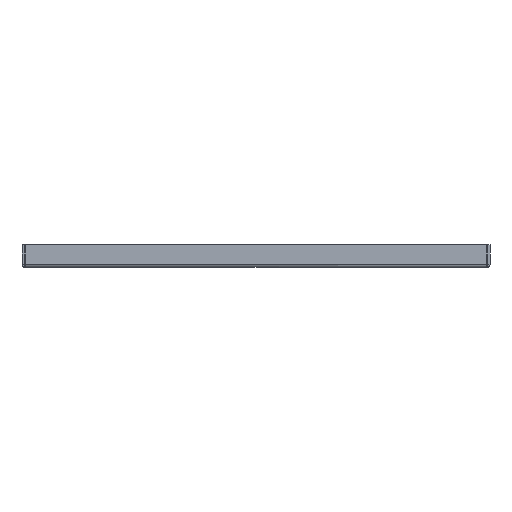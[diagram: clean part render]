
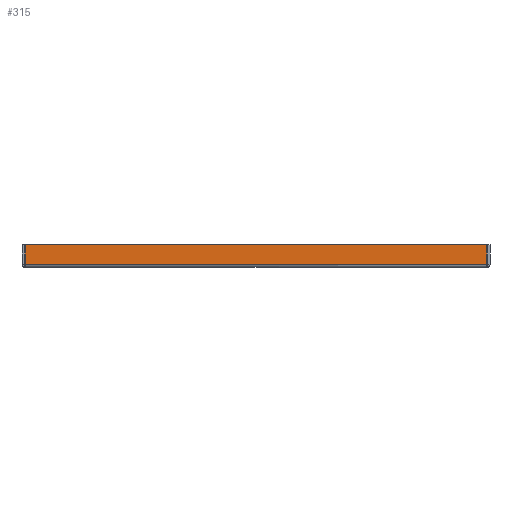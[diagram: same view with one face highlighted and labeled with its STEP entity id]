
A CAD part, front view. The second image highlights one B-rep face of the part: STEP entity #315.
In plain terms, the highlighted planar face has unit normal (0, -1, 0).
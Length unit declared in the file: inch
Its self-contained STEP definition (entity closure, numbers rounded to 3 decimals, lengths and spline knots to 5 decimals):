
#87 = LINE ( 'NONE', #1627, #1545 ) ;
#102 = EDGE_LOOP ( 'NONE', ( #2070, #745, #1160, #1611 ) ) ;
#155 = CARTESIAN_POINT ( 'NONE',  ( 17.0625, 0., 0.828 ) ) ;
#156 = LINE ( 'NONE', #164, #1103 ) ;
#164 = CARTESIAN_POINT ( 'NONE',  ( 0., 0., 0.1075 ) ) ;
#170 = DIRECTION ( 'NONE',  ( 1., 0., 0. ) ) ;
#191 = CARTESIAN_POINT ( 'NONE',  ( 16.95083, 0., 0.1075 ) ) ;
#210 = VERTEX_POINT ( 'NONE', #2367 ) ;
#312 = LINE ( 'NONE', #155, #2213 ) ;
#315 = ADVANCED_FACE ( 'NONE', ( #1219 ), #1112, .T. ) ;
#330 = VERTEX_POINT ( 'NONE', #191 ) ;
#331 = DIRECTION ( 'NONE',  ( 0., 0., -1. ) ) ;
#355 = EDGE_CURVE ( 'NONE', #210, #330, #156, .T. ) ;
#360 = DIRECTION ( 'NONE',  ( 0., 0., -1. ) ) ;
#529 = EDGE_CURVE ( 'NONE', #1115, #210, #87, .T. ) ;
#606 = EDGE_CURVE ( 'NONE', #624, #330, #872, .T. ) ;
#621 = EDGE_CURVE ( 'NONE', #1115, #624, #312, .T. ) ;
#624 = VERTEX_POINT ( 'NONE', #2019 ) ;
#650 = CARTESIAN_POINT ( 'NONE',  ( 0.11167, 0., 0.828 ) ) ;
#745 = ORIENTED_EDGE ( 'NONE', *, *, #621, .F. ) ;
#872 = LINE ( 'NONE', #1095, #1308 ) ;
#1081 = DIRECTION ( 'NONE',  ( 0., 0., -1. ) ) ;
#1093 = DIRECTION ( 'NONE',  ( 0., -1., 0. ) ) ;
#1095 = CARTESIAN_POINT ( 'NONE',  ( 16.95083, 0., 0.1046 ) ) ;
#1103 = VECTOR ( 'NONE', #170, 39.37008 ) ;
#1112 = PLANE ( 'NONE',  #2247 ) ;
#1115 = VERTEX_POINT ( 'NONE', #650 ) ;
#1160 = ORIENTED_EDGE ( 'NONE', *, *, #529, .T. ) ;
#1219 = FACE_OUTER_BOUND ( 'NONE', #102, .T. ) ;
#1297 = DIRECTION ( 'NONE',  ( 1., 0., 0. ) ) ;
#1308 = VECTOR ( 'NONE', #360, 39.37008 ) ;
#1333 = CARTESIAN_POINT ( 'NONE',  ( 0., 0., 0. ) ) ;
#1545 = VECTOR ( 'NONE', #331, 39.37008 ) ;
#1611 = ORIENTED_EDGE ( 'NONE', *, *, #355, .T. ) ;
#1627 = CARTESIAN_POINT ( 'NONE',  ( 0.11167, 0., 0. ) ) ;
#2019 = CARTESIAN_POINT ( 'NONE',  ( 16.95083, 0., 0.828 ) ) ;
#2070 = ORIENTED_EDGE ( 'NONE', *, *, #606, .F. ) ;
#2213 = VECTOR ( 'NONE', #1297, 39.37008 ) ;
#2247 = AXIS2_PLACEMENT_3D ( 'NONE', #1333, #1093, #1081 ) ;
#2367 = CARTESIAN_POINT ( 'NONE',  ( 0.11167, 0., 0.1075 ) ) ;
